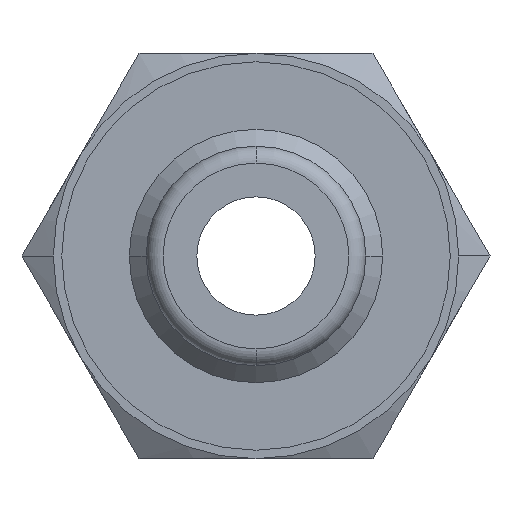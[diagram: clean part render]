
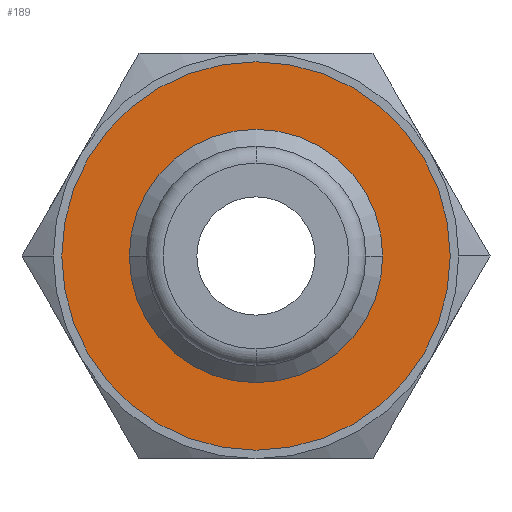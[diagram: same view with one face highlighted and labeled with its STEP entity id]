
A CAD part, front view. The second image highlights one B-rep face of the part: STEP entity #189.
In plain terms, the highlighted planar face has unit normal (0, -1, 0).
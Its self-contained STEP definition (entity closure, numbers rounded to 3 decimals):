
#189=ADVANCED_FACE('',(#391,#392),#393,.T.);
#391=FACE_OUTER_BOUND('',#602,.T.);
#392=FACE_BOUND('',#603,.T.);
#393=PLANE('',#604);
#602=EDGE_LOOP('',(#1069,#1070));
#603=EDGE_LOOP('',(#1071,#1072));
#604=AXIS2_PLACEMENT_3D('',#1073,#1074,#1075);
#1069=ORIENTED_EDGE('',*,*,#1368,.T.);
#1070=ORIENTED_EDGE('',*,*,#1249,.T.);
#1071=ORIENTED_EDGE('',*,*,#1205,.F.);
#1072=ORIENTED_EDGE('',*,*,#1369,.F.);
#1073=CARTESIAN_POINT('',(0.0,21.5,0.0));
#1074=DIRECTION('',(0.0,-1.0,0.0));
#1075=DIRECTION('',(-1.0,0.0,0.0));
#1205=EDGE_CURVE('',#1418,#1414,#1420,.T.);
#1249=EDGE_CURVE('',#1491,#1488,#1492,.T.);
#1368=EDGE_CURVE('',#1488,#1491,#1657,.T.);
#1369=EDGE_CURVE('',#1414,#1418,#1658,.T.);
#1414=VERTEX_POINT('',#1703);
#1418=VERTEX_POINT('',#1708);
#1420=CIRCLE('',#1711,7.5);
#1488=VERTEX_POINT('',#1795);
#1491=VERTEX_POINT('',#1799);
#1492=CIRCLE('',#1800,11.5);
#1657=CIRCLE('',#2248,11.5);
#1658=CIRCLE('',#2249,7.5);
#1703=CARTESIAN_POINT('',(7.5,21.5,0.));
#1708=CARTESIAN_POINT('',(-7.5,21.5,0.));
#1711=AXIS2_PLACEMENT_3D('',#2305,#2306,#2307);
#1795=CARTESIAN_POINT('',(11.5,21.5,0.0));
#1799=CARTESIAN_POINT('',(-11.5,21.5,0.));
#1800=AXIS2_PLACEMENT_3D('',#2373,#2374,#2375);
#2248=AXIS2_PLACEMENT_3D('',#2506,#2507,#2508);
#2249=AXIS2_PLACEMENT_3D('',#2509,#2510,#2511);
#2305=CARTESIAN_POINT('',(0.0,21.5,0.0));
#2306=DIRECTION('',(0.0,-1.0,0.0));
#2307=DIRECTION('',(1.0,0.0,0.0));
#2373=CARTESIAN_POINT('',(0.0,21.5,0.0));
#2374=DIRECTION('',(0.0,-1.0,0.0));
#2375=DIRECTION('',(1.0,0.0,0.0));
#2506=CARTESIAN_POINT('',(0.0,21.5,0.0));
#2507=DIRECTION('',(0.0,-1.0,0.0));
#2508=DIRECTION('',(1.0,0.0,0.0));
#2509=CARTESIAN_POINT('',(0.0,21.5,0.0));
#2510=DIRECTION('',(0.0,-1.0,0.0));
#2511=DIRECTION('',(1.0,0.0,0.0));
